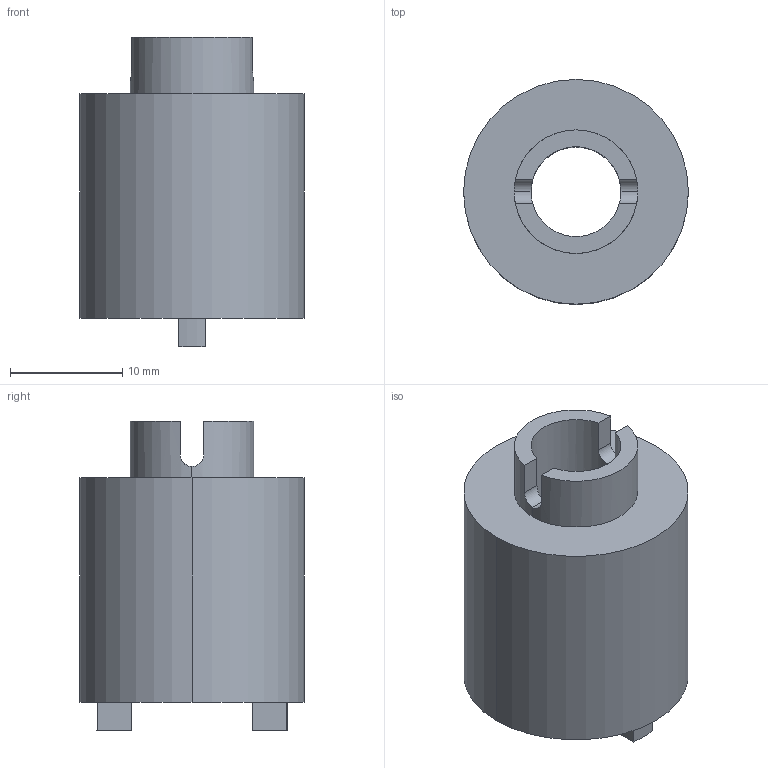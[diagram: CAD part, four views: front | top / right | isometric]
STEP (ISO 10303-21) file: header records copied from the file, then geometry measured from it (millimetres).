
FILE_DESCRIPTION (( 'STEP AP203' ), '1' );
FILE_NAME ('OPL 0.3R_25273800.STEP', '2016-02-08T11:58:40', ( '新井重治' ), ( '小倉クラッチ' ), 'SwSTEP 2.0', 'SolidWorks 2009', '' );
FILE_SCHEMA (( 'CONFIG_CONTROL_DESIGN' ));
Length unit declared in the file: millimetre
Products named in the file (1): OPL 0.3R_25273800
Bounding box: 20 x 20 x 27.5 mm (x, y, z)
Volume: 5513.9 mm3; surface area: 2630 mm2
Topology: 1 solids, 1 shells, 28 faces, 68 edges, 44 vertices
Faces by surface type: cylinder 14, plane 14
Entity records: 957 total; most frequent: CARTESIAN_POINT 213, DIRECTION 138, ORIENTED_EDGE 136, EDGE_CURVE 68, AXIS2_PLACEMENT_3D 49, VERTEX_POINT 44, VECTOR 40, LINE 40
